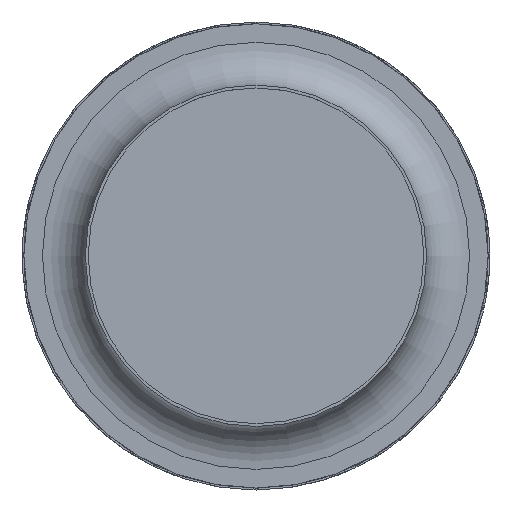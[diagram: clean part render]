
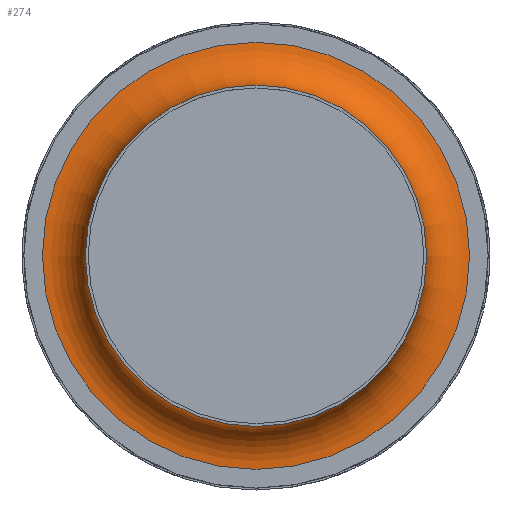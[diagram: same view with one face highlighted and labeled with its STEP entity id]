
A CAD part, top view. The second image highlights one B-rep face of the part: STEP entity #274.
In plain terms, the highlighted toroidal (fillet/blend) face has major radius 598 mm and minor radius 120 mm.
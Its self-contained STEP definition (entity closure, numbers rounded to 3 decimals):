
#274 = ADVANCED_FACE( '', ( #603, #604 ), #605, .F. );
#603 = FACE_OUTER_BOUND( '', #984, .T. );
#604 = FACE_OUTER_BOUND( '', #985, .T. );
#605 = TOROIDAL_SURFACE( '', #986, 598., 120. );
#984 = EDGE_LOOP( '', ( #1786 ) );
#985 = EDGE_LOOP( '', ( #1787 ) );
#986 = AXIS2_PLACEMENT_3D( '', #1788, #1789, #1790 );
#1786 = ORIENTED_EDGE( '', *, *, #2731, .F. );
#1787 = ORIENTED_EDGE( '', *, *, #2725, .T. );
#1788 = CARTESIAN_POINT( '', ( 0., 0., 431. ) );
#1789 = DIRECTION( '', ( 0., 0., 1. ) );
#1790 = DIRECTION( '', ( 1., 0., 0. ) );
#2725 = EDGE_CURVE( '', #3415, #3415, #3416, .T. );
#2731 = EDGE_CURVE( '', #3424, #3424, #3425, .T. );
#3415 = VERTEX_POINT( '', #4596 );
#3416 = CIRCLE( '', #4597, 598. );
#3424 = VERTEX_POINT( '', #4628 );
#3425 = CIRCLE( '', #4629, 478. );
#4596 = CARTESIAN_POINT( '', ( 598., 0., 311. ) );
#4597 = AXIS2_PLACEMENT_3D( '', #5657, #5658, #5659 );
#4628 = CARTESIAN_POINT( '', ( 478., 0., 431. ) );
#4629 = AXIS2_PLACEMENT_3D( '', #5662, #5663, #5664 );
#5657 = CARTESIAN_POINT( '', ( 0., 0., 311. ) );
#5658 = DIRECTION( '', ( 0., 0., 1. ) );
#5659 = DIRECTION( '', ( 1., 0., 0. ) );
#5662 = CARTESIAN_POINT( '', ( 0., 0., 431. ) );
#5663 = DIRECTION( '', ( 0., 0., 1. ) );
#5664 = DIRECTION( '', ( 1., 0., 0. ) );
